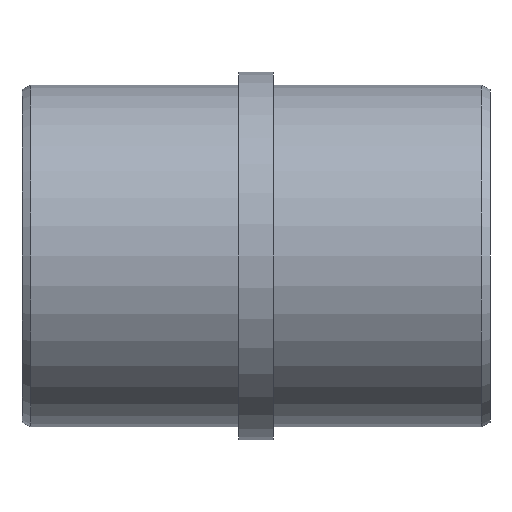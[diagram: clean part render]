
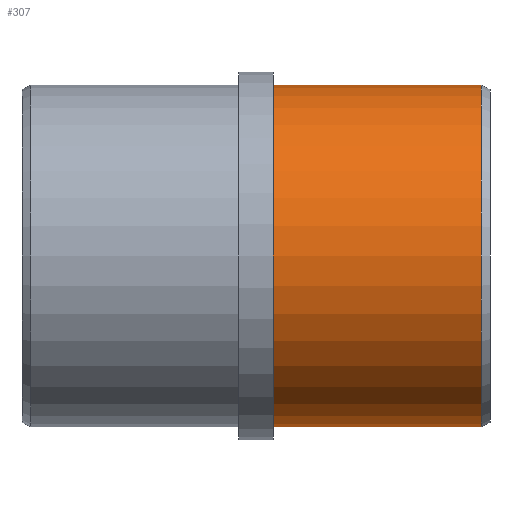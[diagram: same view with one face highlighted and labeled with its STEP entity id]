
A CAD part, front view. The second image highlights one B-rep face of the part: STEP entity #307.
In plain terms, the highlighted cylindrical face has radius 19.7 mm (diameter 39.4 mm), a partial arc.
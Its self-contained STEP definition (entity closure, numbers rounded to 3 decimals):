
#10 = DIRECTION ( 'NONE',  ( -1., 0., 0. ) ) ;
#27 = CARTESIAN_POINT ( 'NONE',  ( -45.803, -3.722, 0. ) ) ;
#42 = VERTEX_POINT ( 'NONE', #371 ) ;
#44 = ORIENTED_EDGE ( 'NONE', *, *, #331, .F. ) ;
#53 = VERTEX_POINT ( 'NONE', #402 ) ;
#61 = EDGE_CURVE ( 'NONE', #78, #53, #212, .T. ) ;
#78 = VERTEX_POINT ( 'NONE', #458 ) ;
#100 = DIRECTION ( 'NONE',  ( -1., 0., 0. ) ) ;
#176 = DIRECTION ( 'NONE',  ( -1., 0., 0. ) ) ;
#180 = DIRECTION ( 'NONE',  ( 0., 0., 1. ) ) ;
#182 = FACE_OUTER_BOUND ( 'NONE', #470, .T. ) ;
#187 = VECTOR ( 'NONE', #381, 1000. ) ;
#212 = CIRCLE ( 'NONE', #398, 19.7 ) ;
#218 = LINE ( 'NONE', #352, #187 ) ;
#220 = CARTESIAN_POINT ( 'NONE',  ( 2., -3.722, 19.7 ) ) ;
#238 = VECTOR ( 'NONE', #176, 1000. ) ;
#241 = EDGE_CURVE ( 'NONE', #53, #407, #276, .T. ) ;
#256 = ORIENTED_EDGE ( 'NONE', *, *, #374, .F. ) ;
#276 = LINE ( 'NONE', #491, #238 ) ;
#289 = DIRECTION ( 'NONE',  ( 0., 0., 1. ) ) ;
#306 = DIRECTION ( 'NONE',  ( -1., 0., 0. ) ) ;
#307 = ADVANCED_FACE ( 'NONE', ( #182 ), #318, .T. ) ;
#311 = DIRECTION ( 'NONE',  ( 0., 0., 1. ) ) ;
#318 = CYLINDRICAL_SURFACE ( 'NONE', #424, 19.7 ) ;
#331 = EDGE_CURVE ( 'NONE', #42, #407, #403, .T. ) ;
#343 = CARTESIAN_POINT ( 'NONE',  ( 2., -3.722, 0. ) ) ;
#352 = CARTESIAN_POINT ( 'NONE',  ( -45.803, -3.722, -19.7 ) ) ;
#371 = CARTESIAN_POINT ( 'NONE',  ( 2., -3.722, -19.7 ) ) ;
#374 = EDGE_CURVE ( 'NONE', #78, #42, #218, .T. ) ;
#375 = ORIENTED_EDGE ( 'NONE', *, *, #61, .T. ) ;
#381 = DIRECTION ( 'NONE',  ( -1., 0., 0. ) ) ;
#398 = AXIS2_PLACEMENT_3D ( 'NONE', #408, #10, #289 ) ;
#400 = ORIENTED_EDGE ( 'NONE', *, *, #241, .T. ) ;
#402 = CARTESIAN_POINT ( 'NONE',  ( 26., -3.722, 19.7 ) ) ;
#403 = CIRCLE ( 'NONE', #497, 19.7 ) ;
#407 = VERTEX_POINT ( 'NONE', #220 ) ;
#408 = CARTESIAN_POINT ( 'NONE',  ( 26., -3.722, 0. ) ) ;
#424 = AXIS2_PLACEMENT_3D ( 'NONE', #27, #100, #311 ) ;
#458 = CARTESIAN_POINT ( 'NONE',  ( 26., -3.722, -19.7 ) ) ;
#470 = EDGE_LOOP ( 'NONE', ( #256, #375, #400, #44 ) ) ;
#491 = CARTESIAN_POINT ( 'NONE',  ( -45.803, -3.722, 19.7 ) ) ;
#497 = AXIS2_PLACEMENT_3D ( 'NONE', #343, #306, #180 ) ;
